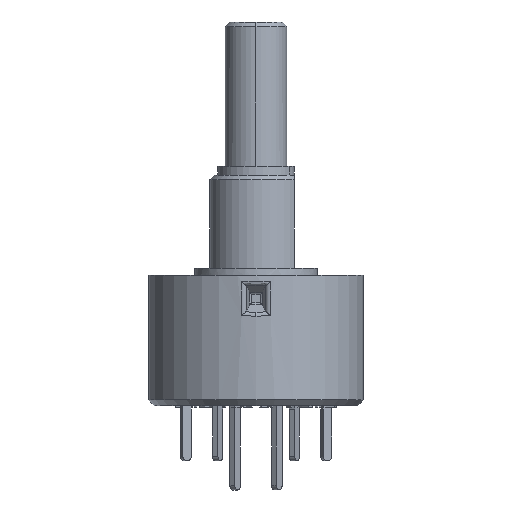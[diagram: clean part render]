
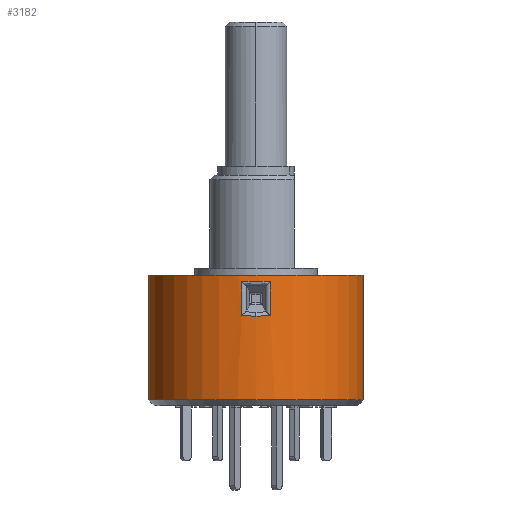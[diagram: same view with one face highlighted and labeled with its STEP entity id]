
A CAD part, left-side view. The second image highlights one B-rep face of the part: STEP entity #3182.
In plain terms, the highlighted cylindrical face has radius 7 mm (diameter 14 mm), a partial arc.
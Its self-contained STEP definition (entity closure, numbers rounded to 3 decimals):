
#313 = EDGE_CURVE ( 'NONE', #14269, #14456, #6742, .T. ) ;
#611 = EDGE_CURVE ( 'NONE', #1803, #11770, #11624, .T. ) ;
#760 = AXIS2_PLACEMENT_3D ( 'NONE', #13582, #9979, #6164 ) ;
#999 = VERTEX_POINT ( 'NONE', #3189 ) ;
#1149 = CARTESIAN_POINT ( 'NONE',  ( -7.021, 0.315, -0.841 ) ) ;
#1313 = CARTESIAN_POINT ( 'NONE',  ( -6.937, -0.938, -0.888 ) ) ;
#1432 = ORIENTED_EDGE ( 'NONE', *, *, #12205, .T. ) ;
#1803 = VERTEX_POINT ( 'NONE', #3507 ) ;
#2124 = CARTESIAN_POINT ( 'NONE',  ( 0., 7., -0.45 ) ) ;
#2139 = CARTESIAN_POINT ( 'NONE',  ( -6.937, -0.938, -3.094 ) ) ;
#2140 = CARTESIAN_POINT ( 'NONE',  ( -7., 0.314, -3.129 ) ) ;
#2202 = EDGE_CURVE ( 'NONE', #11891, #12847, #4295, .T. ) ;
#2675 = AXIS2_PLACEMENT_3D ( 'NONE', #2986, #10356, #15400 ) ;
#2986 = CARTESIAN_POINT ( 'NONE',  ( 0., 0., -8.574 ) ) ;
#3047 = EDGE_LOOP ( 'NONE', ( #6277, #13824, #4160, #7058, #1432 ) ) ;
#3182 = ADVANCED_FACE ( 'NONE', ( #5460, #5068 ), #9367, .T. ) ;
#3189 = CARTESIAN_POINT ( 'NONE',  ( 0., -7., -0.45 ) ) ;
#3305 = CARTESIAN_POINT ( 'NONE',  ( 0., 0., -0.45 ) ) ;
#3426 = DIRECTION ( 'NONE',  ( 0., 0., -1. ) ) ;
#3507 = CARTESIAN_POINT ( 'NONE',  ( -7., 0., -3.129 ) ) ;
#3555 = VERTEX_POINT ( 'NONE', #12055 ) ;
#3576 = ORIENTED_EDGE ( 'NONE', *, *, #313, .T. ) ;
#3662 = CARTESIAN_POINT ( 'NONE',  ( -6.937, 0.938, -0.888 ) ) ;
#3798 = VECTOR ( 'NONE', #4957, 1000. ) ;
#4074 = EDGE_CURVE ( 'NONE', #4474, #14269, #7389, .T. ) ;
#4134 = VECTOR ( 'NONE', #3426, 1000. ) ;
#4160 = ORIENTED_EDGE ( 'NONE', *, *, #9992, .T. ) ;
#4295 =( BOUNDED_CURVE ( )  B_SPLINE_CURVE ( 3, ( #14834, #1149, #13649, #10047 ),
 .UNSPECIFIED., .F., .F. ) 
 B_SPLINE_CURVE_WITH_KNOTS ( ( 4, 4 ),
 ( 3.007, 3.276 ),
 .UNSPECIFIED. ) 
 CURVE ( )  GEOMETRIC_REPRESENTATION_ITEM ( )  RATIONAL_B_SPLINE_CURVE ( ( 1., 0.994, 0.994, 1. ) ) 
 REPRESENTATION_ITEM ( '' )  );
#4474 = VERTEX_POINT ( 'NONE', #12859 ) ;
#4854 = CARTESIAN_POINT ( 'NONE',  ( -6.937, 0.938, -3.094 ) ) ;
#4881 = CIRCLE ( 'NONE', #760, 7. ) ;
#4893 = CARTESIAN_POINT ( 'NONE',  ( -6.979, 0.627, -3.117 ) ) ;
#4957 = DIRECTION ( 'NONE',  ( 0., 0., -1. ) ) ;
#5068 = FACE_BOUND ( 'NONE', #3047, .T. ) ;
#5460 = FACE_OUTER_BOUND ( 'NONE', #12586, .T. ) ;
#5554 = ORIENTED_EDGE ( 'NONE', *, *, #4074, .T. ) ;
#6018 = ORIENTED_EDGE ( 'NONE', *, *, #11372, .F. ) ;
#6032 = CARTESIAN_POINT ( 'NONE',  ( -6.979, -0.627, -3.117 ) ) ;
#6164 = DIRECTION ( 'NONE',  ( 0., -1., 0. ) ) ;
#6277 = ORIENTED_EDGE ( 'NONE', *, *, #6577, .T. ) ;
#6577 = EDGE_CURVE ( 'NONE', #3555, #1803, #9981, .T. ) ;
#6593 = VECTOR ( 'NONE', #14674, 1000. ) ;
#6742 = CIRCLE ( 'NONE', #2675, 7. ) ;
#7004 = VECTOR ( 'NONE', #14611, 1000. ) ;
#7058 = ORIENTED_EDGE ( 'NONE', *, *, #2202, .T. ) ;
#7282 = CARTESIAN_POINT ( 'NONE',  ( -7., 0., -3.129 ) ) ;
#7350 = CARTESIAN_POINT ( 'NONE',  ( -6.937, -0.938, -0.45 ) ) ;
#7389 = LINE ( 'NONE', #2124, #7004 ) ;
#8595 = EDGE_CURVE ( 'NONE', #999, #14456, #8849, .T. ) ;
#8849 = LINE ( 'NONE', #14625, #4134 ) ;
#9367 = CYLINDRICAL_SURFACE ( 'NONE', #10604, 7. ) ;
#9979 = DIRECTION ( 'NONE',  ( 0., 0., 1. ) ) ;
#9981 =( BOUNDED_CURVE ( )  B_SPLINE_CURVE ( 3, ( #2139, #6032, #14725, #14795 ),
 .UNSPECIFIED., .F., .F. ) 
 B_SPLINE_CURVE_WITH_KNOTS ( ( 4, 4 ),
 ( 6.149, 6.283 ),
 .UNSPECIFIED. ) 
 CURVE ( )  GEOMETRIC_REPRESENTATION_ITEM ( )  RATIONAL_B_SPLINE_CURVE ( ( 1., 0.998, 0.998, 1. ) ) 
 REPRESENTATION_ITEM ( '' )  );
#9992 = EDGE_CURVE ( 'NONE', #11770, #11891, #10723, .T. ) ;
#10047 = CARTESIAN_POINT ( 'NONE',  ( -6.937, -0.938, -0.888 ) ) ;
#10356 = DIRECTION ( 'NONE',  ( 0., 0., 1. ) ) ;
#10604 = AXIS2_PLACEMENT_3D ( 'NONE', #3305, #15815, #15868 ) ;
#10723 = LINE ( 'NONE', #14577, #6593 ) ;
#11372 = EDGE_CURVE ( 'NONE', #4474, #999, #4881, .T. ) ;
#11624 =( BOUNDED_CURVE ( )  B_SPLINE_CURVE ( 3, ( #7282, #2140, #4893, #15828 ),
 .UNSPECIFIED., .F., .T. ) 
 B_SPLINE_CURVE_WITH_KNOTS ( ( 4, 4 ),
 ( 0., 0.134 ),
 .UNSPECIFIED. ) 
 CURVE ( )  GEOMETRIC_REPRESENTATION_ITEM ( )  RATIONAL_B_SPLINE_CURVE ( ( 1., 0.998, 0.998, 1. ) ) 
 REPRESENTATION_ITEM ( '' )  );
#11770 = VERTEX_POINT ( 'NONE', #4854 ) ;
#11891 = VERTEX_POINT ( 'NONE', #3662 ) ;
#12055 = CARTESIAN_POINT ( 'NONE',  ( -6.937, -0.938, -3.094 ) ) ;
#12205 = EDGE_CURVE ( 'NONE', #12847, #3555, #14355, .T. ) ;
#12586 = EDGE_LOOP ( 'NONE', ( #12669, #6018, #5554, #3576 ) ) ;
#12669 = ORIENTED_EDGE ( 'NONE', *, *, #8595, .F. ) ;
#12802 = CARTESIAN_POINT ( 'NONE',  ( 0., 7., -8.574 ) ) ;
#12847 = VERTEX_POINT ( 'NONE', #1313 ) ;
#12859 = CARTESIAN_POINT ( 'NONE',  ( 0., 7., -0.45 ) ) ;
#13582 = CARTESIAN_POINT ( 'NONE',  ( 0., 0., -0.45 ) ) ;
#13649 = CARTESIAN_POINT ( 'NONE',  ( -7.021, -0.315, -0.841 ) ) ;
#13824 = ORIENTED_EDGE ( 'NONE', *, *, #611, .T. ) ;
#14269 = VERTEX_POINT ( 'NONE', #12802 ) ;
#14355 = LINE ( 'NONE', #7350, #3798 ) ;
#14456 = VERTEX_POINT ( 'NONE', #15053 ) ;
#14577 = CARTESIAN_POINT ( 'NONE',  ( -6.937, 0.938, -0.45 ) ) ;
#14611 = DIRECTION ( 'NONE',  ( 0., 0., -1. ) ) ;
#14625 = CARTESIAN_POINT ( 'NONE',  ( 0., -7., -0.45 ) ) ;
#14674 = DIRECTION ( 'NONE',  ( 0., 0., 1. ) ) ;
#14725 = CARTESIAN_POINT ( 'NONE',  ( -7., -0.314, -3.129 ) ) ;
#14795 = CARTESIAN_POINT ( 'NONE',  ( -7., 0., -3.129 ) ) ;
#14834 = CARTESIAN_POINT ( 'NONE',  ( -6.937, 0.938, -0.888 ) ) ;
#15053 = CARTESIAN_POINT ( 'NONE',  ( 0., -7., -8.574 ) ) ;
#15400 = DIRECTION ( 'NONE',  ( 0., -1., 0. ) ) ;
#15815 = DIRECTION ( 'NONE',  ( 0., 0., -1. ) ) ;
#15828 = CARTESIAN_POINT ( 'NONE',  ( -6.937, 0.938, -3.094 ) ) ;
#15868 = DIRECTION ( 'NONE',  ( 0., 1., 0. ) ) ;
